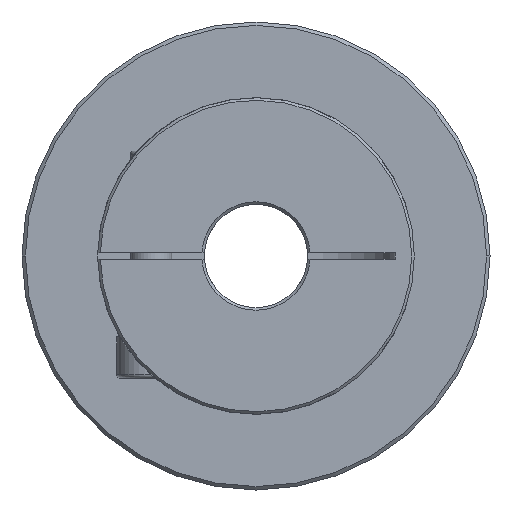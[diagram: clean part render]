
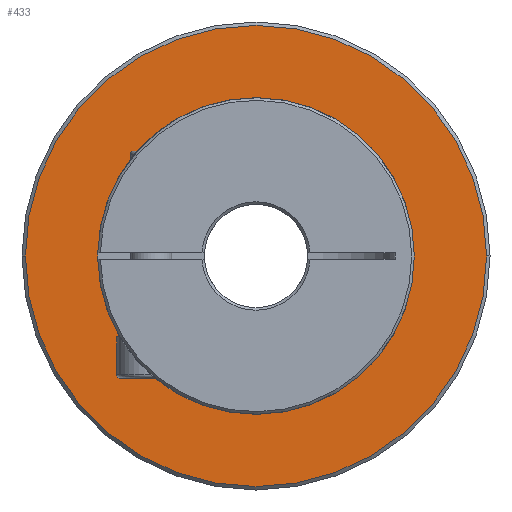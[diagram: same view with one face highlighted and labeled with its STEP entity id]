
A CAD part, left-side view. The second image highlights one B-rep face of the part: STEP entity #433.
In plain terms, the highlighted planar face has unit normal (-1, 0, 0).
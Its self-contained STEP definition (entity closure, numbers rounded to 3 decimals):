
#157 = EDGE_CURVE ( 'NONE', #1636, #1635, #1732, .T. ) ;
#206 = EDGE_CURVE ( 'NONE', #1635, #1636, #1797, .T. ) ;
#232 = EDGE_CURVE ( 'NONE', #525, #524, #1829, .T. ) ;
#271 = EDGE_CURVE ( 'NONE', #524, #525, #1886, .T. ) ;
#433 = ADVANCED_FACE ( 'NONE', ( #2810, #2813 ), #3247, .T. ) ;
#524 = VERTEX_POINT ( 'NONE', #3354 ) ;
#525 = VERTEX_POINT ( 'NONE', #3355 ) ;
#838 = EDGE_LOOP ( 'NONE', ( #897, #898 ) ) ;
#853 = EDGE_LOOP ( 'NONE', ( #899, #900 ) ) ;
#897 = ORIENTED_EDGE ( 'NONE', *, *, #157, .T. ) ;
#898 = ORIENTED_EDGE ( 'NONE', *, *, #206, .T. ) ;
#899 = ORIENTED_EDGE ( 'NONE', *, *, #271, .F. ) ;
#900 = ORIENTED_EDGE ( 'NONE', *, *, #232, .F. ) ;
#1404 = AXIS2_PLACEMENT_3D ( 'NONE', #2004, #2005, #2006 ) ;
#1434 = AXIS2_PLACEMENT_3D ( 'NONE', #2134, #2173, #2174 ) ;
#1440 = AXIS2_PLACEMENT_3D ( 'NONE', #2241, #2243, #2244 ) ;
#1464 = AXIS2_PLACEMENT_3D ( 'NONE', #2340, #2341, #2342 ) ;
#1635 = VERTEX_POINT ( 'NONE', #4087 ) ;
#1636 = VERTEX_POINT ( 'NONE', #4111 ) ;
#1732 = CIRCLE ( 'NONE', #1404, 23. ) ;
#1797 = CIRCLE ( 'NONE', #1434, 23. ) ;
#1829 = CIRCLE ( 'NONE', #1440, 33.5 ) ;
#1886 = CIRCLE ( 'NONE', #1464, 33.5 ) ;
#2004 = CARTESIAN_POINT ( 'NONE',  ( -11.619, 0., 0. ) ) ;
#2005 = DIRECTION ( 'NONE',  ( 1., 0., 0. ) ) ;
#2006 = DIRECTION ( 'NONE',  ( 0., -1., 0. ) ) ;
#2134 = CARTESIAN_POINT ( 'NONE',  ( -11.619, 0., 0. ) ) ;
#2173 = DIRECTION ( 'NONE',  ( 1., 0., 0. ) ) ;
#2174 = DIRECTION ( 'NONE',  ( 0., -1., 0. ) ) ;
#2241 = CARTESIAN_POINT ( 'NONE',  ( -11.619, 0., 0. ) ) ;
#2243 = DIRECTION ( 'NONE',  ( 1., 0., 0. ) ) ;
#2244 = DIRECTION ( 'NONE',  ( 0., -1., 0. ) ) ;
#2340 = CARTESIAN_POINT ( 'NONE',  ( -11.619, 0., 0. ) ) ;
#2341 = DIRECTION ( 'NONE',  ( 1., 0., 0. ) ) ;
#2342 = DIRECTION ( 'NONE',  ( 0., -1., 0. ) ) ;
#2810 = FACE_BOUND ( 'NONE', #838, .T. ) ;
#2813 = FACE_OUTER_BOUND ( 'NONE', #853, .T. ) ;
#3037 = AXIS2_PLACEMENT_3D ( 'NONE', #3246, #3249, #3250 ) ;
#3246 = CARTESIAN_POINT ( 'NONE',  ( -11.619, 0., 0. ) ) ;
#3247 = PLANE ( 'NONE',  #3037 ) ;
#3249 = DIRECTION ( 'NONE',  ( -1., 0., 0. ) ) ;
#3250 = DIRECTION ( 'NONE',  ( 0., -1., 0. ) ) ;
#3354 = CARTESIAN_POINT ( 'NONE',  ( -11.619, 33.5, 0. ) ) ;
#3355 = CARTESIAN_POINT ( 'NONE',  ( -11.619, -33.5, 0. ) ) ;
#4087 = CARTESIAN_POINT ( 'NONE',  ( -11.619, -23., 0. ) ) ;
#4111 = CARTESIAN_POINT ( 'NONE',  ( -11.619, 23., 0. ) ) ;
